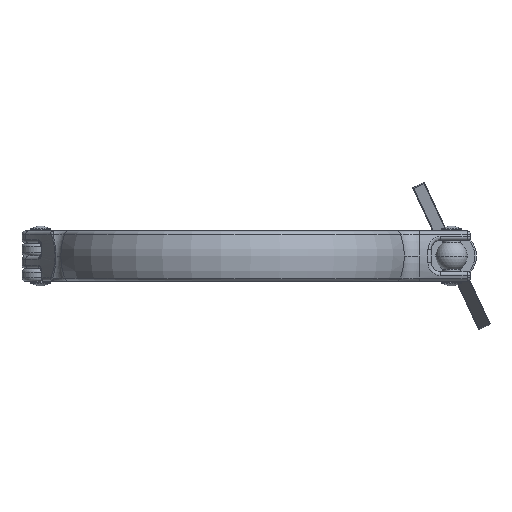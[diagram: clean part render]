
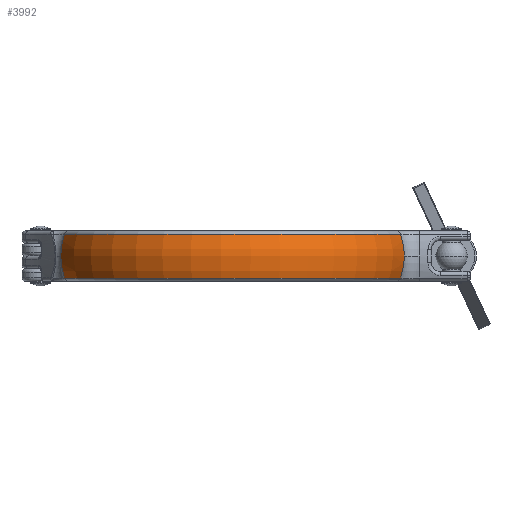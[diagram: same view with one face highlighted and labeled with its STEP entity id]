
A CAD part, front view. The second image highlights one B-rep face of the part: STEP entity #3992.
In plain terms, the highlighted toroidal (fillet/blend) face has major radius 38 mm and minor radius 20 mm.
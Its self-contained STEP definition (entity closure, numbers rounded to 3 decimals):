
#310 = VERTEX_POINT ( 'NONE', #1363 ) ;
#511 = DIRECTION ( 'NONE',  ( 0., 0., -1. ) ) ;
#592 = CARTESIAN_POINT ( 'NONE',  ( 36.231, -11.46, 0. ) ) ;
#612 = CIRCLE ( 'NONE', #13263, 56.725 ) ;
#649 = EDGE_LOOP ( 'NONE', ( #3320, #6290, #11674, #2534, #13283, #6540 ) ) ;
#781 = DIRECTION ( 'NONE',  ( 0.302, 0.953, 0. ) ) ;
#944 = CARTESIAN_POINT ( 'NONE',  ( -35.608, -13.27, 0. ) ) ;
#1200 = CIRCLE ( 'NONE', #4622, 20. ) ;
#1259 = VERTEX_POINT ( 'NONE', #16038 ) ;
#1363 = CARTESIAN_POINT ( 'NONE',  ( 54.084, -17.108, -7.027 ) ) ;
#1668 = CARTESIAN_POINT ( 'NONE',  ( 54.084, -17.108, 7.027 ) ) ;
#1673 = VERTEX_POINT ( 'NONE', #8415 ) ;
#2000 = EDGE_CURVE ( 'NONE', #12096, #310, #2912, .T. ) ;
#2534 = ORIENTED_EDGE ( 'NONE', *, *, #2000, .F. ) ;
#2568 = DIRECTION ( 'NONE',  ( 1., 0., 0. ) ) ;
#2790 = FACE_OUTER_BOUND ( 'NONE', #649, .T. ) ;
#2912 = CIRCLE ( 'NONE', #12140, 20. ) ;
#3316 = DIRECTION ( 'NONE',  ( 1., 0., 0. ) ) ;
#3320 = ORIENTED_EDGE ( 'NONE', *, *, #4009, .T. ) ;
#3581 = DIRECTION ( 'NONE',  ( 0., 0., -1. ) ) ;
#3589 = CIRCLE ( 'NONE', #13875, 20. ) ;
#3657 = DIRECTION ( 'NONE',  ( 0., 0., -1. ) ) ;
#3992 = ADVANCED_FACE ( 'NONE', ( #2790 ), #16092, .T. ) ;
#4009 = EDGE_CURVE ( 'NONE', #7356, #1259, #5778, .T. ) ;
#4318 = EDGE_CURVE ( 'NONE', #1673, #310, #4731, .T. ) ;
#4622 = AXIS2_PLACEMENT_3D ( 'NONE', #592, #10921, #511 ) ;
#4731 = CIRCLE ( 'NONE', #11608, 56.725 ) ;
#5328 = DIRECTION ( 'NONE',  ( 1., 0., 0. ) ) ;
#5778 = CIRCLE ( 'NONE', #15051, 20. ) ;
#5780 = CARTESIAN_POINT ( 'NONE',  ( 0., 0., -7.027 ) ) ;
#5921 = VERTEX_POINT ( 'NONE', #1668 ) ;
#5971 = CARTESIAN_POINT ( 'NONE',  ( 36.231, -11.46, 0. ) ) ;
#6290 = ORIENTED_EDGE ( 'NONE', *, *, #13089, .T. ) ;
#6540 = ORIENTED_EDGE ( 'NONE', *, *, #12509, .F. ) ;
#6571 = CARTESIAN_POINT ( 'NONE',  ( 0., 0., 0. ) ) ;
#7356 = VERTEX_POINT ( 'NONE', #11647 ) ;
#8415 = CARTESIAN_POINT ( 'NONE',  ( -53.154, -19.809, -7.027 ) ) ;
#8457 = DIRECTION ( 'NONE',  ( 0., 0., 1. ) ) ;
#8556 = CARTESIAN_POINT ( 'NONE',  ( -35.608, -13.27, 0. ) ) ;
#8858 = CARTESIAN_POINT ( 'NONE',  ( 0., 0., 7.027 ) ) ;
#8929 = EDGE_CURVE ( 'NONE', #5921, #12096, #1200, .T. ) ;
#8957 = AXIS2_PLACEMENT_3D ( 'NONE', #6571, #11613, #5328 ) ;
#9791 = DIRECTION ( 'NONE',  ( 0., 0., -1. ) ) ;
#9871 = CARTESIAN_POINT ( 'NONE',  ( 55.299, -17.492, 0. ) ) ;
#10921 = DIRECTION ( 'NONE',  ( 0.302, 0.953, 0. ) ) ;
#10939 = DIRECTION ( 'NONE',  ( 0.349, -0.937, 0. ) ) ;
#11608 = AXIS2_PLACEMENT_3D ( 'NONE', #5780, #8457, #3316 ) ;
#11613 = DIRECTION ( 'NONE',  ( 0., 0., 1. ) ) ;
#11647 = CARTESIAN_POINT ( 'NONE',  ( -53.154, -19.809, 7.027 ) ) ;
#11674 = ORIENTED_EDGE ( 'NONE', *, *, #4318, .T. ) ;
#12096 = VERTEX_POINT ( 'NONE', #9871 ) ;
#12140 = AXIS2_PLACEMENT_3D ( 'NONE', #5971, #781, #3581 ) ;
#12509 = EDGE_CURVE ( 'NONE', #7356, #5921, #612, .T. ) ;
#13089 = EDGE_CURVE ( 'NONE', #1259, #1673, #3589, .T. ) ;
#13263 = AXIS2_PLACEMENT_3D ( 'NONE', #8858, #13866, #2568 ) ;
#13283 = ORIENTED_EDGE ( 'NONE', *, *, #8929, .F. ) ;
#13866 = DIRECTION ( 'NONE',  ( 0., 0., 1. ) ) ;
#13875 = AXIS2_PLACEMENT_3D ( 'NONE', #8556, #14924, #3657 ) ;
#14924 = DIRECTION ( 'NONE',  ( 0.349, -0.937, 0. ) ) ;
#15051 = AXIS2_PLACEMENT_3D ( 'NONE', #944, #10939, #9791 ) ;
#16038 = CARTESIAN_POINT ( 'NONE',  ( -54.349, -20.254, 0. ) ) ;
#16092 = TOROIDAL_SURFACE ( 'NONE', #8957, 38., 20. ) ;
